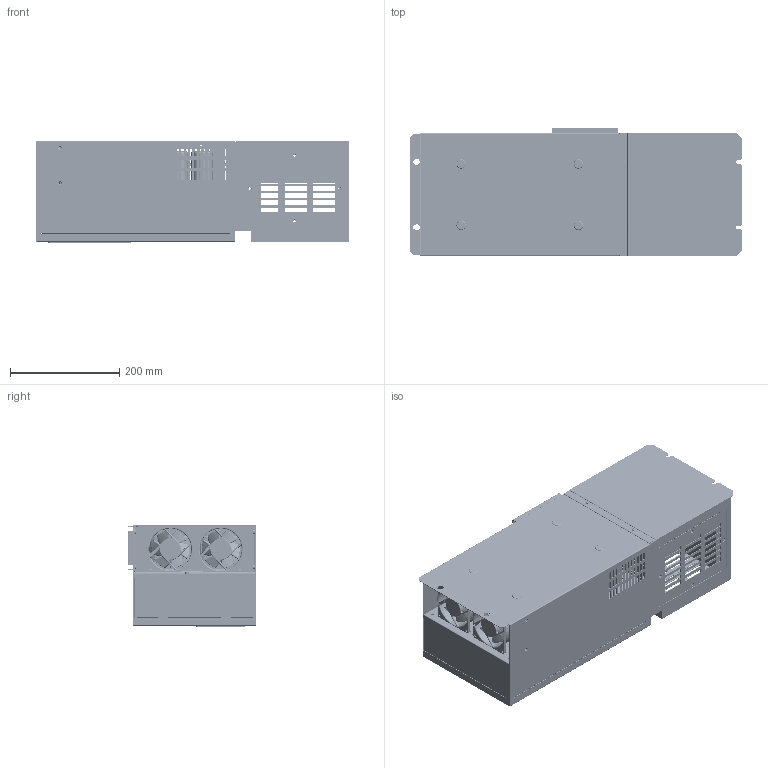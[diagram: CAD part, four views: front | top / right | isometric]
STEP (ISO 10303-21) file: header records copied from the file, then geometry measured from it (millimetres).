
FILE_DESCRIPTION((''),'2;1');
FILE_NAME('A4_ASM','2020-06-01T',('Administrator'),(''),'PRO/ENGINEER BY PARAMETRIC TECHNOLOGY CORPORATION, 2013430','PRO/ENGINEER BY PARAMETRIC TECHNOLOGY CORPORATION, 2013430','');
FILE_SCHEMA(('CONFIG_CONTROL_DESIGN'));
Products named in the file (51): ZHUTIKE; ZHUJIAN_02; ZHUJIAN_03; XIAGAIBAN; ZHUJIKE_ASM; FENGSHANZHIJIA; KONGZHITUOBAN; JIANPANZHIJIA_01; GAIBAN_01; BANJINTAOJIAN_ASM; KONGZHIBAN_BIHUAN; KONGZHIBAN; KONGZHIDUANZI_TJ508; KONGZHIDUANZI_TJ508_ASM; KONGZHIDUANZI_TJ508_6WEI_ASM; RJ45_MUTOU; KUOZHANBAN; KONGZHIBAN_ASM; 2-21-19-082-BP802524HL; SANREQI; PCB_QUDONG; 1-01-27-210-FP50R12KE3; DUANZI_ZHUHUILU; PCB_QUDONG_ASM; PCB_DIANRONG; DIANRONG; PCB_TERMINAL_01; PCB_DIANRONG_ASM; JUEYUANPIAN; LUOZHU_17; 3-55-03-002; JUEYUANPIAN_01; 3-55-03-001; JUEYUANPIAN_02; DIZUO_01; DIZUO_02; DIZUO_03; DIZUO_ASM; SHURUDIANKANGQI_JIAOLIU; DIZUO_04 ...
Assembly tree (78 placements, depth 4):
  A4_ASM
    BANJINTAOJIAN_ASM
      ZHUJIKE_ASM
        ZHUTIKE
        ZHUJIAN_02
        ZHUJIAN_03  x2
        XIAGAIBAN
      FENGSHANZHIJIA
      KONGZHITUOBAN
      JIANPANZHIJIA_01
      GAIBAN_01
    KONGZHIBAN_BIHUAN
    KONGZHIBAN_ASM
      KONGZHIBAN
      KONGZHIDUANZI_TJ508_ASM
        KONGZHIDUANZI_TJ508  x11
      KONGZHIDUANZI_TJ508_6WEI_ASM
        KONGZHIDUANZI_TJ508  x3
      RJ45_MUTOU
      KUOZHANBAN
    2-21-19-082-BP802524HL  x2
    SANREQI
    PCB_QUDONG_ASM
      PCB_QUDONG
      1-01-27-210-FP50R12KE3
      DUANZI_ZHUHUILU
    PCB_DIANRONG_ASM
      PCB_DIANRONG
      DIANRONG  x8
      PCB_TERMINAL_01  x2
    JUEYUANPIAN
    LUOZHU_17
    3-55-03-002  x4
    JUEYUANPIAN_01
    3-55-03-001
    JUEYUANPIAN_02
    DIZUO_ASM
      DIZUO_01
      DIZUO_02
      DIZUO_03  x2
    SHURUDIANKANGQI_JIAOLIU
    DIZUO_04
    JUEYUANPIAN_03
    JIANPANZHIJIA_01
    JIANPANZHIJIA_02
    BIAOQIAN_ZHUHUILU
    GONGZHUANG
    MIFENGJIAN_01
    MIFENGJIAN_02
    KONGZHIBANZHIJIA_KONGYAJI
    KONGZHIBAN_KONGYAJI
    JUEYUANPIAN_04
    TONGPAI_09
Bounding box: 608.6 x 235 x 187.94 mm (x, y, z)
Volume: 4446405.2 mm3; surface area: 3260378.3 mm2
Topology: 224 solids, 224 shells, 6994 faces, 17602 edges, 10848 vertices
Faces by surface type: plane 5030, cylinder 1718, bspline 124, torus 106, cone 16
Entity records: 174505 total; most frequent: CARTESIAN_POINT 33455, ORIENTED_EDGE 28736, DIRECTION 28664, EDGE_CURVE 14368, VECTOR 11044, LINE 11044, VERTEX_POINT 8841, AXIS2_PLACEMENT_3D 8810
